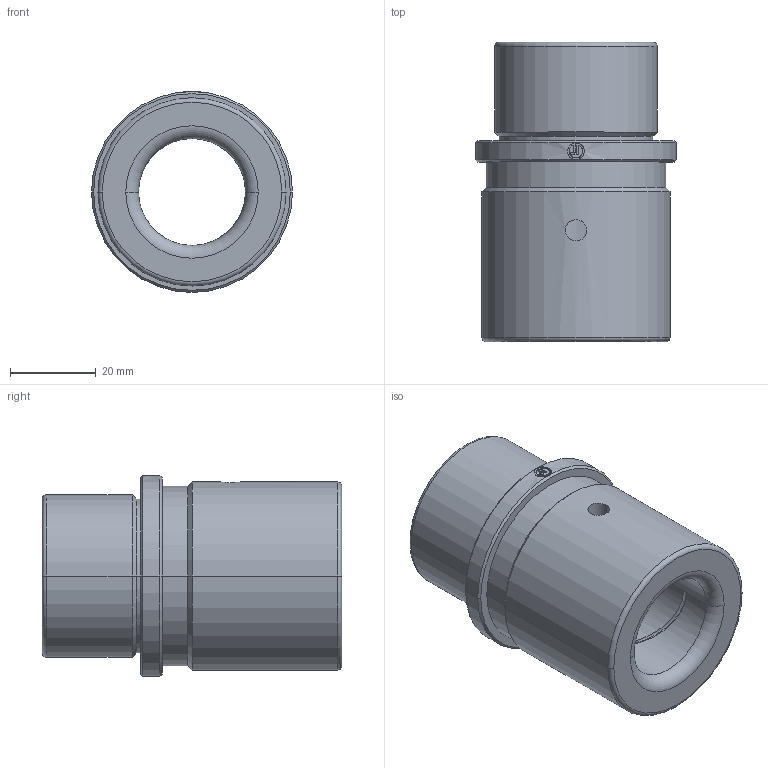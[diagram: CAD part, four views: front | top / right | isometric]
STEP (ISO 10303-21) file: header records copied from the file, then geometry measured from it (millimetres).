
FILE_DESCRIPTION (( 'STEP AP214' ), '1' );
FILE_NAME ('664QM-D25.STEP', '2021-11-08T01:51:58', ( '' ), ( '' ), 'SwSTEP 2.0', 'SolidWorks 2016', '' );
FILE_SCHEMA (( 'AUTOMOTIVE_DESIGN' ));
Length unit declared in the file: millimetre
Products named in the file (2): 664QM-D25
Bounding box: 47 x 70 x 47 mm (x, y, z)
Volume: 62491.3 mm3; surface area: 17456.3 mm2
Topology: 1 solids, 1 shells, 85 faces, 192 edges, 113 vertices
Faces by surface type: bspline 28, cylinder 25, plane 14, cone 10, torus 8
Entity records: 6880 total; most frequent: CARTESIAN_POINT 5159, ORIENTED_EDGE 384, DIRECTION 288, EDGE_CURVE 192, AXIS2_PLACEMENT_3D 121, VERTEX_POINT 113, EDGE_LOOP 93, FACE_OUTER_BOUND 85
